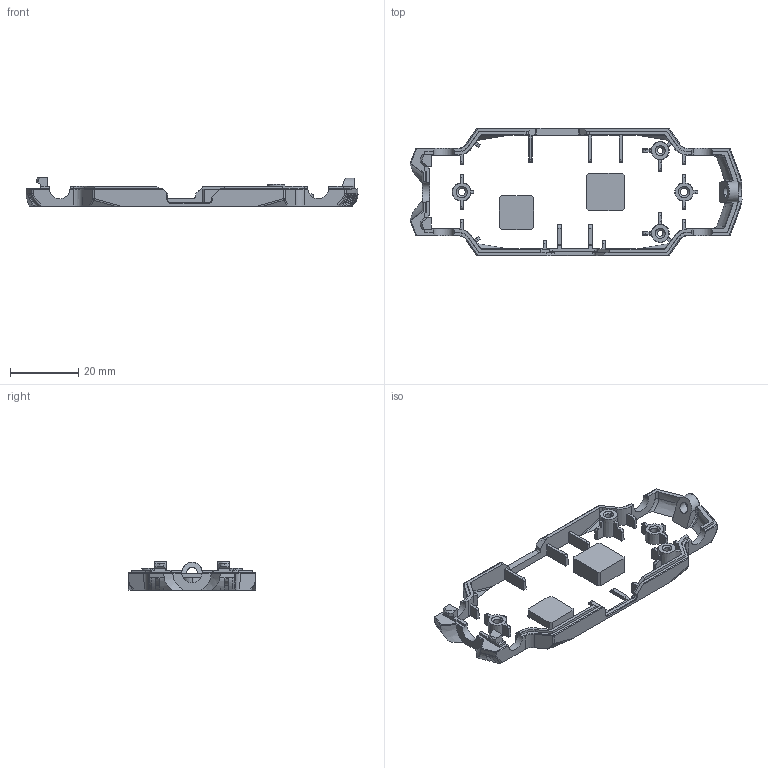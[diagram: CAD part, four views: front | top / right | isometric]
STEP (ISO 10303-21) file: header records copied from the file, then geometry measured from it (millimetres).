
FILE_DESCRIPTION(('STEP AP214'),'1');
FILE_NAME('XTRX bottom part.stp','2018-07-19T16:38:34',('Sviyazov Andrey'),('Sviyazov &Co'),'Spatial InterOp 3D',' ',' ');
FILE_SCHEMA(('automotive_design'));
Length unit declared in the file: inch
Products named in the file (5): 1; 2; 3; 4; 5
Bounding box: 97.03 x 37.39 x 8.2 mm (x, y, z)
Volume: 3923.6 mm3; surface area: 5628.4 mm2
Topology: 5 solids, 5 shells, 555 faces, 1563 edges, 1012 vertices
Faces by surface type: plane 300, bspline 108, cylinder 87, cone 44, extrusion 12, sphere 4
Entity records: 29995 total; most frequent: CARTESIAN_POINT 12892, ORIENTED_EDGE 3118, DIRECTION 1802, EDGE_CURVE 1559, VERTEX_POINT 1012, B_SPLINE_CURVE_WITH_KNOTS 779, VECTOR 682, LINE 670
